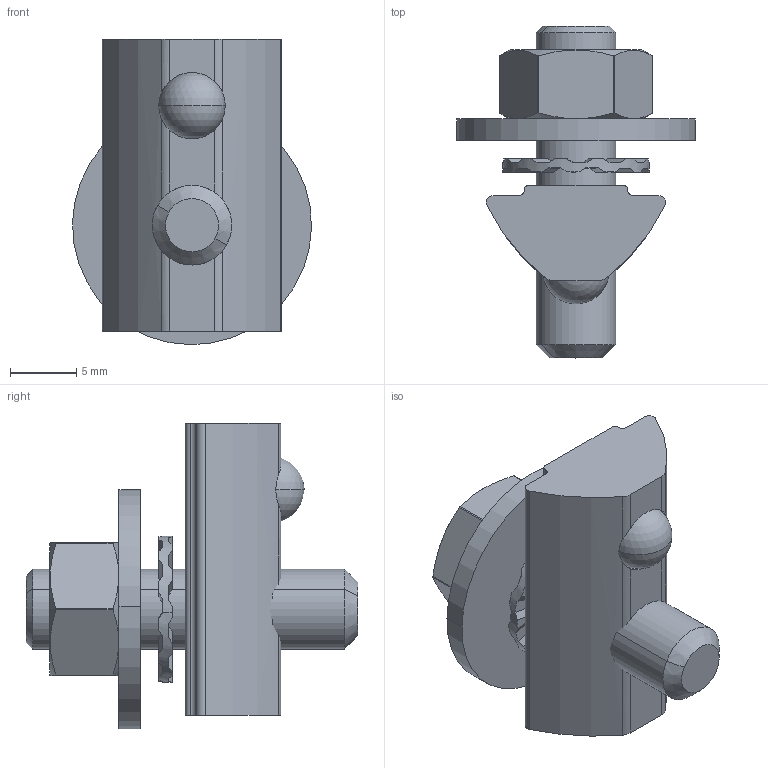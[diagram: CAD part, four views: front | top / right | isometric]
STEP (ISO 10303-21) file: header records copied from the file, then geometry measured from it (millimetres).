
FILE_DESCRIPTION (( 'STEP AP203' ), '1' );
FILE_NAME ('151178.step', '2021-06-03T16:32:21', ( '' ), ( '' ), 'SwSTEP 2.0', 'SolidWorks 2021', '' );
FILE_SCHEMA (( 'CONFIG_CONTROL_DESIGN' ));
Length unit declared in the file: millimetre
Products named in the file (1): 151178
Bounding box: 18 x 25 x 23 mm (x, y, z)
Volume: 2701.4 mm3; surface area: 2996.3 mm2
Topology: 6 solids, 6 shells, 297 faces, 739 edges, 448 vertices
Faces by surface type: plane 124, cone 94, cylinder 75, sphere 4
Entity records: 9256 total; most frequent: CARTESIAN_POINT 2309, DIRECTION 1483, ORIENTED_EDGE 1466, EDGE_CURVE 733, AXIS2_PLACEMENT_3D 592, VERTEX_POINT 446, EDGE_LOOP 303, LINE 299
